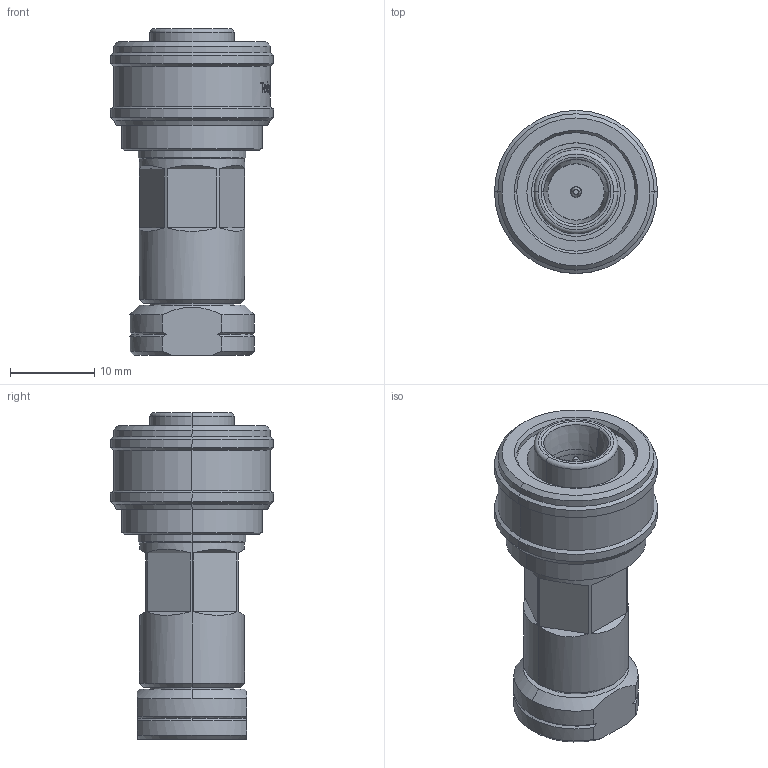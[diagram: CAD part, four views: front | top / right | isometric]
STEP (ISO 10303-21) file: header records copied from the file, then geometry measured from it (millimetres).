
FILE_DESCRIPTION (( 'STEP AP214' ), '1' );
FILE_NAME ('J01460A3011.STEP', '2021-03-05T07:05:38', ( '' ), ( '' ), 'SwSTEP 2.0', 'SolidWorks 2020', '' );
FILE_SCHEMA (( 'AUTOMOTIVE_DESIGN' ));
Length unit declared in the file: millimetre
Products named in the file (1): J01460A3011
Bounding box: 19.4 x 19.4 x 38.9 mm (x, y, z)
Volume: 6090.2 mm3; surface area: 3081.5 mm2
Topology: 1 solids, 1 shells, 138 faces, 397 edges, 294 vertices
Faces by surface type: cylinder 58, cone 37, plane 33, torus 10
Entity records: 7185 total; most frequent: CARTESIAN_POINT 2114, ORIENTED_EDGE 794, DIRECTION 714, EDGE_CURVE 397, VERTEX_POINT 294, AXIS2_PLACEMENT_3D 291, EDGE_LOOP 171, CIRCLE 152
